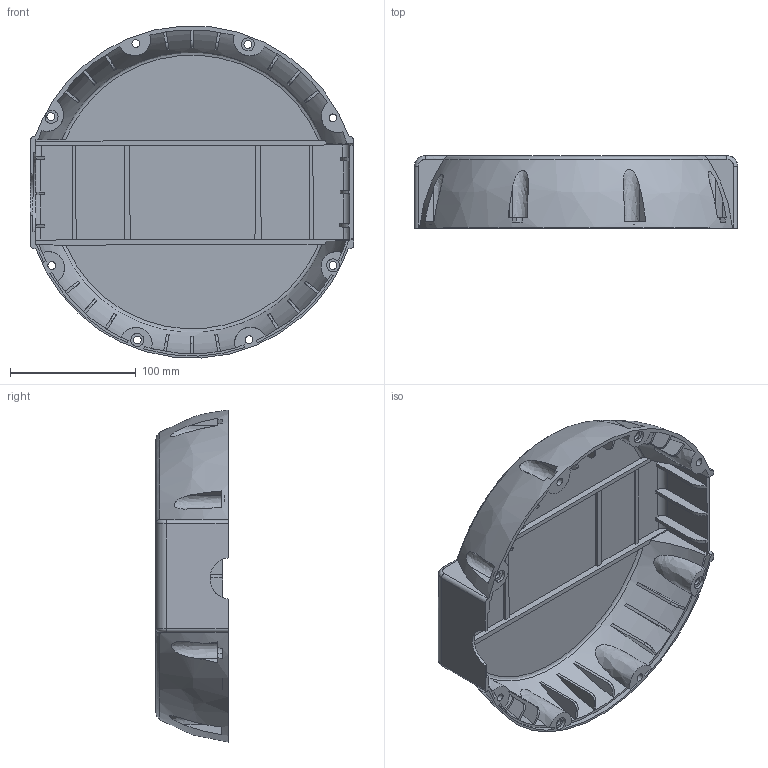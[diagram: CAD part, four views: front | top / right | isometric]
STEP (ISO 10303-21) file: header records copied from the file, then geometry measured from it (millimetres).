
FILE_DESCRIPTION(('FreeCAD Model'),'2;1');
FILE_NAME('Open CASCADE Shape Model','2025-05-03T17:48:29',('FreeCAD'),( 'FreeCAD'),'Open CASCADE STEP processor 7.6','FreeCAD','Unknown');
FILE_SCHEMA(('AUTOMOTIVE_DESIGN { 1 0 10303 214 1 1 1 1 }'));
Length unit declared in the file: millimetre
Products named in the file (1): Open CASCADE STEP translator 7.6 1
Bounding box: 257.39 x 57.57 x 264.01 mm (x, y, z)
Volume: 322946 mm3; surface area: 208789.8 mm2
Topology: 1 solids, 1 shells, 298 faces, 801 edges, 532 vertices
Faces by surface type: bspline 298
Entity records: 10725 total; most frequent: CARTESIAN_POINT 6014, ORIENTED_EDGE 1602, EDGE_CURVE 801, B_SPLINE_CURVE_WITH_KNOTS 568, VERTEX_POINT 532, FACE_BOUND 347, EDGE_LOOP 347, ADVANCED_FACE 298
